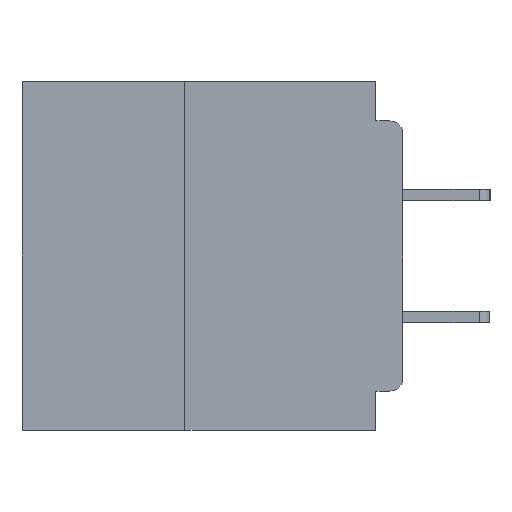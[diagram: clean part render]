
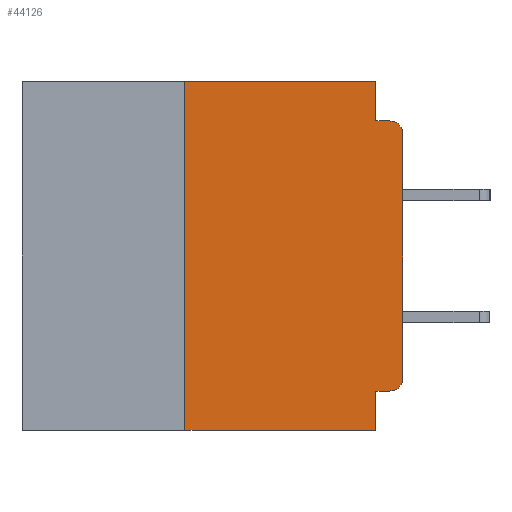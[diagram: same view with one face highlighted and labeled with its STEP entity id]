
A CAD part, left-side view. The second image highlights one B-rep face of the part: STEP entity #44126.
In plain terms, the highlighted planar face has unit normal (-1, 0, 0).
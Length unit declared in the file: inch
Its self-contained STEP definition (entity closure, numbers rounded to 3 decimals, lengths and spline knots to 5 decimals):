
#1282 = CARTESIAN_POINT ( 'NONE',  ( 0., 0.031, -0.045 ) ) ;
#1890 = CARTESIAN_POINT ( 'NONE',  ( 0., 0.015, -0.045 ) ) ;
#1979 = ORIENTED_EDGE ( 'NONE', *, *, #40114, .T. ) ;
#2054 = DIRECTION ( 'NONE',  ( -1., 0., 0. ) ) ;
#3551 = AXIS2_PLACEMENT_3D ( 'NONE', #6993, #32199, #10632 ) ;
#3827 = AXIS2_PLACEMENT_3D ( 'NONE', #23684, #2054, #27243 ) ;
#4670 = CARTESIAN_POINT ( 'NONE',  ( 0., 0.25, -0.4 ) ) ;
#5566 = ORIENTED_EDGE ( 'NONE', *, *, #38438, .F. ) ;
#6583 = FACE_OUTER_BOUND ( 'NONE', #37436, .T. ) ;
#6634 = CIRCLE ( 'NONE', #30068, 0.015 ) ;
#6993 = CARTESIAN_POINT ( 'NONE',  ( 0., 0.437, 0. ) ) ;
#9875 = VERTEX_POINT ( 'NONE', #9946 ) ;
#9946 = CARTESIAN_POINT ( 'NONE',  ( 0., 0.031, -0.355 ) ) ;
#10632 = DIRECTION ( 'NONE',  ( 0., 0., -1. ) ) ;
#10702 = EDGE_CURVE ( 'NONE', #33310, #43239, #26212, .T. ) ;
#11445 = DIRECTION ( 'NONE',  ( -1., 0., 0. ) ) ;
#11471 = DIRECTION ( 'NONE',  ( 0., 1., 0. ) ) ;
#13121 = CARTESIAN_POINT ( 'NONE',  ( 0., 0., 0. ) ) ;
#13276 = VECTOR ( 'NONE', #45242, 39.37008 ) ;
#13521 = ORIENTED_EDGE ( 'NONE', *, *, #46000, .F. ) ;
#13789 = CARTESIAN_POINT ( 'NONE',  ( 0., 0.031, -0.4 ) ) ;
#14334 = VERTEX_POINT ( 'NONE', #31270 ) ;
#15462 = DIRECTION ( 'NONE',  ( 0., 0., 1. ) ) ;
#15641 = EDGE_CURVE ( 'NONE', #27849, #33310, #25231, .T. ) ;
#16776 = CARTESIAN_POINT ( 'NONE',  ( 0., 0.015, -0.355 ) ) ;
#18559 = VECTOR ( 'NONE', #11471, 39.37008 ) ;
#19542 = LINE ( 'NONE', #4670, #27905 ) ;
#19690 = VECTOR ( 'NONE', #19783, 39.37008 ) ;
#19783 = DIRECTION ( 'NONE',  ( 0., -1., 0. ) ) ;
#20492 = VECTOR ( 'NONE', #42454, 39.37008 ) ;
#21207 = ORIENTED_EDGE ( 'NONE', *, *, #37736, .F. ) ;
#22234 = CARTESIAN_POINT ( 'NONE',  ( 0., 0., -0.355 ) ) ;
#23125 = VERTEX_POINT ( 'NONE', #24409 ) ;
#23135 = DIRECTION ( 'NONE',  ( 0., -1., 0. ) ) ;
#23684 = CARTESIAN_POINT ( 'NONE',  ( 0., 0.015, -0.06 ) ) ;
#24182 = EDGE_CURVE ( 'NONE', #23125, #14334, #44103, .T. ) ;
#24409 = CARTESIAN_POINT ( 'NONE',  ( 0., 0., -0.34 ) ) ;
#24666 = CARTESIAN_POINT ( 'NONE',  ( 0., 0.25, 0. ) ) ;
#25231 = LINE ( 'NONE', #41727, #43097 ) ;
#26212 = LINE ( 'NONE', #44519, #36828 ) ;
#26443 = ORIENTED_EDGE ( 'NONE', *, *, #43236, .T. ) ;
#27243 = DIRECTION ( 'NONE',  ( 0., 0., -1. ) ) ;
#27849 = VERTEX_POINT ( 'NONE', #46485 ) ;
#27905 = VECTOR ( 'NONE', #15462, 39.37008 ) ;
#28072 = LINE ( 'NONE', #22234, #18559 ) ;
#28512 = DIRECTION ( 'NONE',  ( 0., -1., 0. ) ) ;
#28636 = EDGE_CURVE ( 'NONE', #38247, #23125, #6634, .T. ) ;
#29236 = ORIENTED_EDGE ( 'NONE', *, *, #24182, .T. ) ;
#29839 = ORIENTED_EDGE ( 'NONE', *, *, #10702, .F. ) ;
#30017 = LINE ( 'NONE', #13789, #20492 ) ;
#30068 = AXIS2_PLACEMENT_3D ( 'NONE', #33004, #11445, #36579 ) ;
#30347 = LINE ( 'NONE', #37556, #19690 ) ;
#31270 = CARTESIAN_POINT ( 'NONE',  ( 0., 0., -0.06 ) ) ;
#32199 = DIRECTION ( 'NONE',  ( 1., 0., 0. ) ) ;
#32945 = VERTEX_POINT ( 'NONE', #24666 ) ;
#33004 = CARTESIAN_POINT ( 'NONE',  ( 0., 0.015, -0.34 ) ) ;
#33179 = ORIENTED_EDGE ( 'NONE', *, *, #15641, .F. ) ;
#33310 = VERTEX_POINT ( 'NONE', #1282 ) ;
#34269 = CIRCLE ( 'NONE', #3827, 0.015 ) ;
#35500 = VECTOR ( 'NONE', #28512, 39.37008 ) ;
#36453 = VERTEX_POINT ( 'NONE', #38083 ) ;
#36579 = DIRECTION ( 'NONE',  ( 0., 0., -1. ) ) ;
#36828 = VECTOR ( 'NONE', #23135, 39.37008 ) ;
#37331 = VERTEX_POINT ( 'NONE', #40141 ) ;
#37436 = EDGE_LOOP ( 'NONE', ( #29236, #26443, #29839, #33179, #5566, #13521, #1979, #21207, #42434, #40782 ) ) ;
#37556 = CARTESIAN_POINT ( 'NONE',  ( 0., 0.437, -0.4 ) ) ;
#37736 = EDGE_CURVE ( 'NONE', #9875, #37331, #30017, .T. ) ;
#38083 = CARTESIAN_POINT ( 'NONE',  ( 0., 0.25, -0.4 ) ) ;
#38247 = VERTEX_POINT ( 'NONE', #16776 ) ;
#38438 = EDGE_CURVE ( 'NONE', #32945, #27849, #46112, .T. ) ;
#39102 = CARTESIAN_POINT ( 'NONE',  ( 0., 0.437, 0. ) ) ;
#40114 = EDGE_CURVE ( 'NONE', #36453, #37331, #30347, .T. ) ;
#40141 = CARTESIAN_POINT ( 'NONE',  ( 0., 0.031, -0.4 ) ) ;
#40782 = ORIENTED_EDGE ( 'NONE', *, *, #28636, .T. ) ;
#41727 = CARTESIAN_POINT ( 'NONE',  ( 0., 0.031, 0. ) ) ;
#42434 = ORIENTED_EDGE ( 'NONE', *, *, #43627, .F. ) ;
#42454 = DIRECTION ( 'NONE',  ( 0., 0., -1. ) ) ;
#42777 = PLANE ( 'NONE',  #3551 ) ;
#43097 = VECTOR ( 'NONE', #45340, 39.37008 ) ;
#43236 = EDGE_CURVE ( 'NONE', #14334, #43239, #34269, .T. ) ;
#43239 = VERTEX_POINT ( 'NONE', #1890 ) ;
#43627 = EDGE_CURVE ( 'NONE', #38247, #9875, #28072, .T. ) ;
#44103 = LINE ( 'NONE', #13121, #13276 ) ;
#44126 = ADVANCED_FACE ( 'NONE', ( #6583 ), #42777, .F. ) ;
#44519 = CARTESIAN_POINT ( 'NONE',  ( 0., 0., -0.045 ) ) ;
#45242 = DIRECTION ( 'NONE',  ( 0., 0., 1. ) ) ;
#45340 = DIRECTION ( 'NONE',  ( 0., 0., -1. ) ) ;
#46000 = EDGE_CURVE ( 'NONE', #36453, #32945, #19542, .T. ) ;
#46112 = LINE ( 'NONE', #39102, #35500 ) ;
#46485 = CARTESIAN_POINT ( 'NONE',  ( 0., 0.031, 0. ) ) ;
